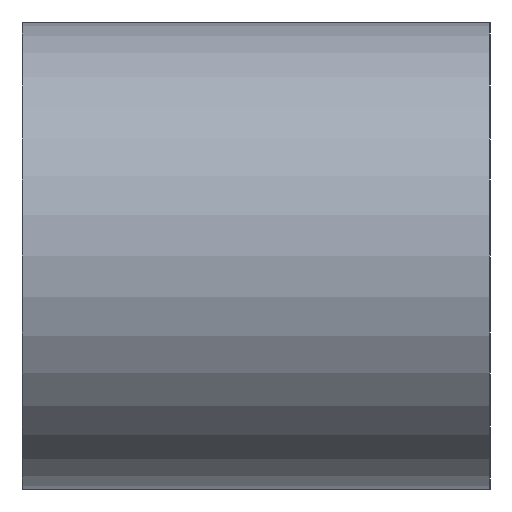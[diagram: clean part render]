
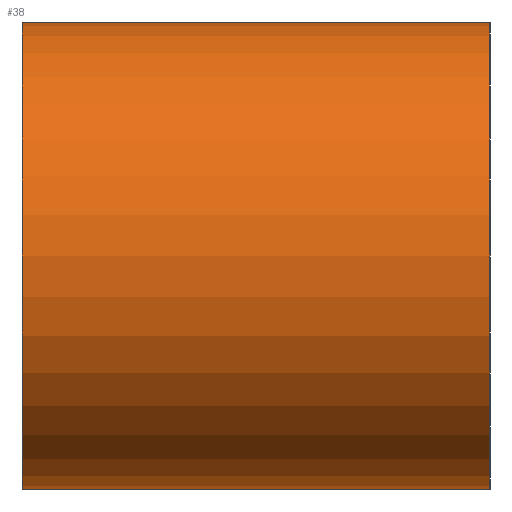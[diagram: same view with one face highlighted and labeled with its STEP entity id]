
A CAD part, left-side view. The second image highlights one B-rep face of the part: STEP entity #38.
In plain terms, the highlighted cylindrical face has radius 3 mm (diameter 6 mm), a partial arc.
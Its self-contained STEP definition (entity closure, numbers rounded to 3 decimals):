
#38 = ADVANCED_FACE( '', ( #71 ), #72, .T. );
#71 = FACE_OUTER_BOUND( '', #96, .T. );
#72 = CYLINDRICAL_SURFACE( '', #97, 3. );
#96 = EDGE_LOOP( '', ( #135, #136, #137, #138 ) );
#97 = AXIS2_PLACEMENT_3D( '', #139, #140, #141 );
#135 = ORIENTED_EDGE( '', *, *, #151, .T. );
#136 = ORIENTED_EDGE( '', *, *, #162, .F. );
#137 = ORIENTED_EDGE( '', *, *, #156, .F. );
#138 = ORIENTED_EDGE( '', *, *, #164, .T. );
#139 = CARTESIAN_POINT( '', ( -11., 3., 0. ) );
#140 = DIRECTION( '', ( 0., 1., 0. ) );
#141 = DIRECTION( '', ( 0., 0., -1. ) );
#151 = EDGE_CURVE( '', #169, #170, #171, .T. );
#156 = EDGE_CURVE( '', #178, #179, #180, .T. );
#162 = EDGE_CURVE( '', #179, #170, #188, .T. );
#164 = EDGE_CURVE( '', #178, #169, #190, .T. );
#169 = VERTEX_POINT( '', #195 );
#170 = VERTEX_POINT( '', #196 );
#171 = CIRCLE( '', #197, 3. );
#178 = VERTEX_POINT( '', #206 );
#179 = VERTEX_POINT( '', #207 );
#180 = CIRCLE( '', #208, 3. );
#188 = LINE( '', #219, #220 );
#190 = LINE( '', #222, #223 );
#195 = CARTESIAN_POINT( '', ( -11., -3., -3. ) );
#196 = CARTESIAN_POINT( '', ( -11., -3., 3. ) );
#197 = AXIS2_PLACEMENT_3D( '', #228, #229, #230 );
#206 = CARTESIAN_POINT( '', ( -11., 3., -3. ) );
#207 = CARTESIAN_POINT( '', ( -11., 3., 3. ) );
#208 = AXIS2_PLACEMENT_3D( '', #236, #237, #238 );
#219 = CARTESIAN_POINT( '', ( -11., 3., 3. ) );
#220 = VECTOR( '', #245, 1000. );
#222 = CARTESIAN_POINT( '', ( -11., 3., -3. ) );
#223 = VECTOR( '', #246, 1000. );
#228 = CARTESIAN_POINT( '', ( -11., -3., 0. ) );
#229 = DIRECTION( '', ( 0., 1., 0. ) );
#230 = DIRECTION( '', ( 1., 0., 0. ) );
#236 = CARTESIAN_POINT( '', ( -11., 3., 0. ) );
#237 = DIRECTION( '', ( 0., 1., 0. ) );
#238 = DIRECTION( '', ( 1., 0., 0. ) );
#245 = DIRECTION( '', ( 0., -1., 0. ) );
#246 = DIRECTION( '', ( 0., -1., 0. ) );
